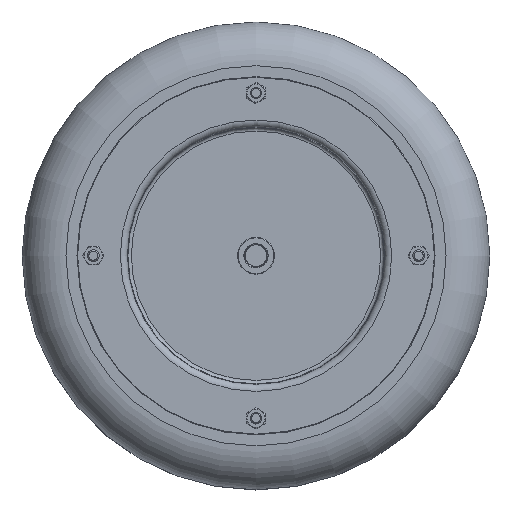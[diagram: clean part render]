
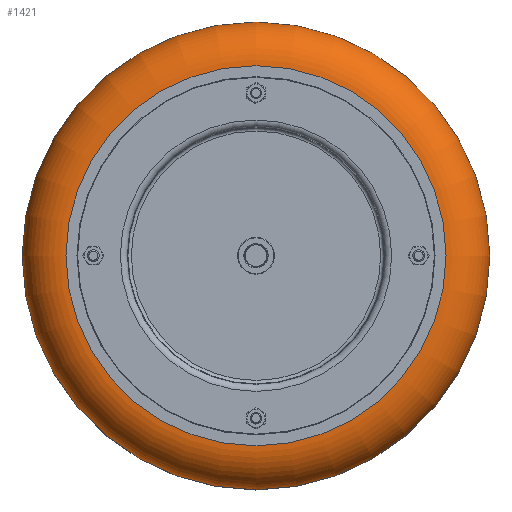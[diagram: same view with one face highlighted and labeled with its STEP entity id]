
A CAD part, top view. The second image highlights one B-rep face of the part: STEP entity #1421.
In plain terms, the highlighted toroidal (fillet/blend) face has major radius 165.1 mm and minor radius 38.1 mm.
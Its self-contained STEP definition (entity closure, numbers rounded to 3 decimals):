
#950=TOROIDAL_SURFACE('',#5413,165.1,38.1);
#1421=ADVANCED_FACE('',(#1851,#1852),#950,.T.);
#1851=FACE_BOUND('',#2413,.T.);
#1852=FACE_BOUND('',#2414,.T.);
#2413=EDGE_LOOP('',(#3507));
#2414=EDGE_LOOP('',(#3508));
#3507=ORIENTED_EDGE('',*,*,#4472,.F.);
#3508=ORIENTED_EDGE('',*,*,#4473,.T.);
#3925=VERTEX_POINT('',#10379);
#3926=VERTEX_POINT('',#10381);
#4472=EDGE_CURVE('',#3925,#3925,#4771,.T.);
#4473=EDGE_CURVE('',#3926,#3926,#4772,.T.);
#4771=CIRCLE('',#5411,165.1);
#4772=CIRCLE('',#5412,165.1);
#5411=AXIS2_PLACEMENT_3D('',#10378,#6741,#6742);
#5412=AXIS2_PLACEMENT_3D('',#10380,#6743,#6744);
#5413=AXIS2_PLACEMENT_3D('',#10382,#6745,#6746);
#6741=DIRECTION('',(0.,0.,1.));
#6742=DIRECTION('',(-1.,0.,0.));
#6743=DIRECTION('',(0.,0.,1.));
#6744=DIRECTION('',(-1.,0.,0.));
#6745=DIRECTION('',(0.,0.,1.));
#6746=DIRECTION('',(-1.,0.,0.));
#10378=CARTESIAN_POINT('',(0.,0.,267.3));
#10379=CARTESIAN_POINT('',(-165.1,0.,267.3));
#10380=CARTESIAN_POINT('',(0.,0.,191.1));
#10381=CARTESIAN_POINT('',(-165.1,0.,191.1));
#10382=CARTESIAN_POINT('',(0.,0.,229.2));
